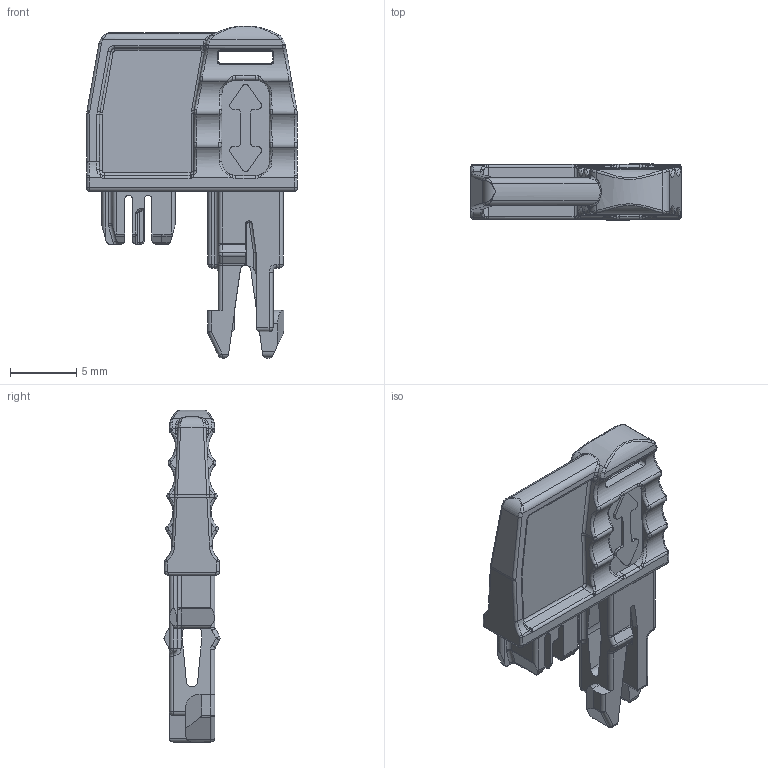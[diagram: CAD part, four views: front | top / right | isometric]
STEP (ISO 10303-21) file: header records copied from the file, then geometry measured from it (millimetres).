
FILE_DESCRIPTION(('CATIA V5 STEP Exchange','CAx-IF Rec.Pracs.--- Model Styling and Organization---1.5--- 2016-08-15','CAx-IF Rec.Pracs.---Supplemental Geometry---1.0---2011-11-01','CAx-IF Rec.Pracs.--- Composite Materials ---1.1---2010-07-15'),'2;1');
FILE_NAME ('1175545-8_1', '2025-09-19T08:48:42+00:00', ('none'), ('Weidmueller'), 'CATIA Version 5-6 Release 2024 SP4', 'CATIA V5 STEP AP214 v3', 'none');
FILE_SCHEMA(('AUTOMOTIVE_DESIGN { 1 0 10303 214 1 1 1 1 }'));
Length unit declared in the file: millimetre
Products named in the file (1): 2710430000
Bounding box: 15.9 x 4.24 x 25.1 mm (x, y, z)
Volume: 584.8 mm3; surface area: 1321 mm2
Topology: 2 solids, 2 shells, 756 faces, 1994 edges, 1225 vertices
Faces by surface type: cylinder 290, plane 236, bspline 137, torus 50, cone 31, sphere 12
Entity records: 30638 total; most frequent: CARTESIAN_POINT 14498, ORIENTED_EDGE 3950, DIRECTION 2270, EDGE_CURVE 1975, VERTEX_POINT 1225, VECTOR 969, LINE 969, AXIS2_PLACEMENT_3D 828
